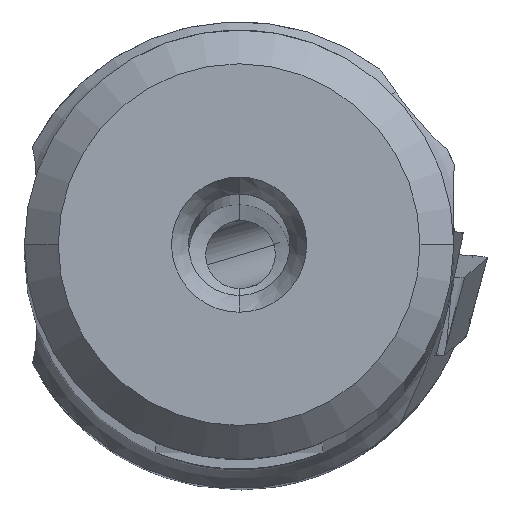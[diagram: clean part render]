
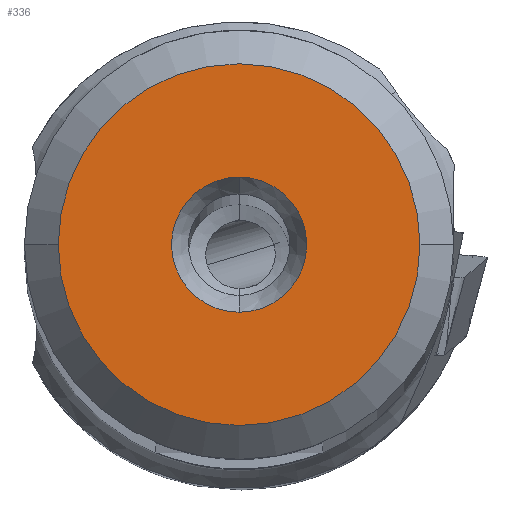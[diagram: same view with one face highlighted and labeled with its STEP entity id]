
A CAD part, top view. The second image highlights one B-rep face of the part: STEP entity #336.
In plain terms, the highlighted planar face has unit normal (0, 0, 1).
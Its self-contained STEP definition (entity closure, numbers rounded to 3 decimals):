
#336=ADVANCED_FACE('',(#476,#477),#443,.T.);
#443=PLANE('',#2272);
#476=FACE_BOUND('',#506,.T.);
#477=FACE_BOUND('',#507,.T.);
#506=EDGE_LOOP('',(#689,#690,#691,#692));
#507=EDGE_LOOP('',(#693,#694));
#689=ORIENTED_EDGE('',*,*,#1490,.F.);
#690=ORIENTED_EDGE('',*,*,#1491,.F.);
#691=ORIENTED_EDGE('',*,*,#1492,.F.);
#692=ORIENTED_EDGE('',*,*,#1493,.F.);
#693=ORIENTED_EDGE('',*,*,#1494,.F.);
#694=ORIENTED_EDGE('',*,*,#1495,.F.);
#1269=VERTEX_POINT('',#3232);
#1270=VERTEX_POINT('',#3233);
#1271=VERTEX_POINT('',#3235);
#1272=VERTEX_POINT('',#3237);
#1273=VERTEX_POINT('',#3240);
#1274=VERTEX_POINT('',#3241);
#1490=EDGE_CURVE('',#1269,#1270,#1787,.T.);
#1491=EDGE_CURVE('',#1271,#1269,#1788,.T.);
#1492=EDGE_CURVE('',#1272,#1271,#1789,.T.);
#1493=EDGE_CURVE('',#1270,#1272,#1790,.T.);
#1494=EDGE_CURVE('',#1273,#1274,#1791,.T.);
#1495=EDGE_CURVE('',#1274,#1273,#1792,.T.);
#1787=CIRCLE('',#2266,5.35);
#1788=CIRCLE('',#2267,5.35);
#1789=CIRCLE('',#2268,5.35);
#1790=CIRCLE('',#2269,5.35);
#1791=CIRCLE('',#2270,2.);
#1792=CIRCLE('',#2271,2.);
#2266=AXIS2_PLACEMENT_3D('',#3231,#2600,#2601);
#2267=AXIS2_PLACEMENT_3D('',#3234,#2602,#2603);
#2268=AXIS2_PLACEMENT_3D('',#3236,#2604,#2605);
#2269=AXIS2_PLACEMENT_3D('',#3238,#2606,#2607);
#2270=AXIS2_PLACEMENT_3D('',#3239,#2608,#2609);
#2271=AXIS2_PLACEMENT_3D('',#3242,#2610,#2611);
#2272=AXIS2_PLACEMENT_3D('',#3243,#2612,#2613);
#2600=DIRECTION('',(0.,0.,-1.));
#2601=DIRECTION('',(0.,1.,0.));
#2602=DIRECTION('',(0.,0.,-1.));
#2603=DIRECTION('',(-1.,0.,0.));
#2604=DIRECTION('',(0.,0.,-1.));
#2605=DIRECTION('',(0.,-1.,0.));
#2606=DIRECTION('',(0.,0.,-1.));
#2607=DIRECTION('',(1.,0.,0.));
#2608=DIRECTION('',(0.,0.,1.));
#2609=DIRECTION('',(0.,1.,0.));
#2610=DIRECTION('',(0.,0.,1.));
#2611=DIRECTION('',(0.,-1.,0.));
#2612=DIRECTION('',(0.,0.,1.));
#2613=DIRECTION('',(-1.,0.,0.));
#3231=CARTESIAN_POINT('',(0.,0.,0.));
#3232=CARTESIAN_POINT('',(0.,5.35,0.));
#3233=CARTESIAN_POINT('',(5.35,0.,0.));
#3234=CARTESIAN_POINT('',(0.,0.,0.));
#3235=CARTESIAN_POINT('',(-5.35,0.,0.));
#3236=CARTESIAN_POINT('',(0.,0.,0.));
#3237=CARTESIAN_POINT('',(0.,-5.35,0.));
#3238=CARTESIAN_POINT('',(0.,0.,0.));
#3239=CARTESIAN_POINT('',(0.,0.,0.));
#3240=CARTESIAN_POINT('',(0.,2.,0.));
#3241=CARTESIAN_POINT('',(0.,-2.,0.));
#3242=CARTESIAN_POINT('',(0.,0.,0.));
#3243=CARTESIAN_POINT('',(0.,0.,0.));
